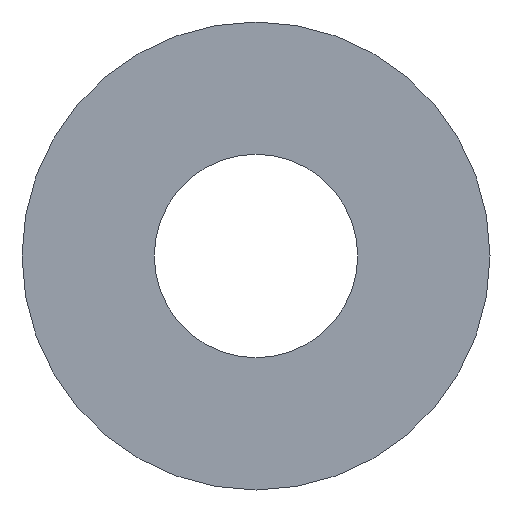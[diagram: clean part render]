
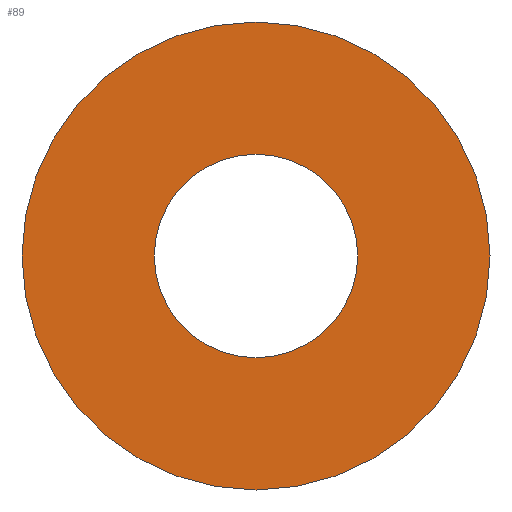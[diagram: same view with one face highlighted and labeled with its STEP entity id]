
A CAD part, front view. The second image highlights one B-rep face of the part: STEP entity #89.
In plain terms, the highlighted planar face has unit normal (0, -1, 0).
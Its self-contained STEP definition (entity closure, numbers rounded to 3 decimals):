
#4 = CIRCLE ( 'NONE', #183, 38.5 ) ;
#5 = ORIENTED_EDGE ( 'NONE', *, *, #76, .F. ) ;
#7 = DIRECTION ( 'NONE',  ( 0., 1., 0. ) ) ;
#23 = AXIS2_PLACEMENT_3D ( 'NONE', #156, #7, #121 ) ;
#24 = FACE_OUTER_BOUND ( 'NONE', #92, .T. ) ;
#25 = DIRECTION ( 'NONE',  ( 0., 1., 0. ) ) ;
#27 = EDGE_LOOP ( 'NONE', ( #99, #154 ) ) ;
#44 = ORIENTED_EDGE ( 'NONE', *, *, #240, .F. ) ;
#46 = CARTESIAN_POINT ( 'NONE',  ( 0., 0., 0. ) ) ;
#50 = DIRECTION ( 'NONE',  ( 0., 0., 1. ) ) ;
#52 = CARTESIAN_POINT ( 'NONE',  ( 0., 0., -38.5 ) ) ;
#59 = CARTESIAN_POINT ( 'NONE',  ( 0., 0., 0. ) ) ;
#66 = DIRECTION ( 'NONE',  ( 0., 0., 1. ) ) ;
#70 = DIRECTION ( 'NONE',  ( 0., 1., 0. ) ) ;
#76 = EDGE_CURVE ( 'NONE', #197, #236, #101, .T. ) ;
#89 = ADVANCED_FACE ( 'NONE', ( #24, #172 ), #120, .F. ) ;
#91 = CIRCLE ( 'NONE', #196, 88.5 ) ;
#92 = EDGE_LOOP ( 'NONE', ( #44, #5 ) ) ;
#99 = ORIENTED_EDGE ( 'NONE', *, *, #224, .T. ) ;
#100 = DIRECTION ( 'NONE',  ( 0., 0., 1. ) ) ;
#101 = CIRCLE ( 'NONE', #23, 88.5 ) ;
#112 = EDGE_CURVE ( 'NONE', #158, #175, #191, .T. ) ;
#120 = PLANE ( 'NONE',  #155 ) ;
#121 = DIRECTION ( 'NONE',  ( 0., 0., 1. ) ) ;
#154 = ORIENTED_EDGE ( 'NONE', *, *, #112, .T. ) ;
#155 = AXIS2_PLACEMENT_3D ( 'NONE', #59, #25, #100 ) ;
#156 = CARTESIAN_POINT ( 'NONE',  ( 0., 0., 0. ) ) ;
#158 = VERTEX_POINT ( 'NONE', #241 ) ;
#161 = CARTESIAN_POINT ( 'NONE',  ( 0., 0., -88.5 ) ) ;
#163 = CARTESIAN_POINT ( 'NONE',  ( 0., 0., 0. ) ) ;
#164 = CARTESIAN_POINT ( 'NONE',  ( 0., 0., 88.5 ) ) ;
#165 = DIRECTION ( 'NONE',  ( 0., 0., 1. ) ) ;
#172 = FACE_BOUND ( 'NONE', #27, .T. ) ;
#175 = VERTEX_POINT ( 'NONE', #52 ) ;
#179 = DIRECTION ( 'NONE',  ( 0., 1., 0. ) ) ;
#183 = AXIS2_PLACEMENT_3D ( 'NONE', #163, #179, #66 ) ;
#191 = CIRCLE ( 'NONE', #204, 38.5 ) ;
#195 = DIRECTION ( 'NONE',  ( 0., 1., 0. ) ) ;
#196 = AXIS2_PLACEMENT_3D ( 'NONE', #201, #70, #50 ) ;
#197 = VERTEX_POINT ( 'NONE', #164 ) ;
#201 = CARTESIAN_POINT ( 'NONE',  ( 0., 0., 0. ) ) ;
#204 = AXIS2_PLACEMENT_3D ( 'NONE', #46, #195, #165 ) ;
#224 = EDGE_CURVE ( 'NONE', #175, #158, #4, .T. ) ;
#236 = VERTEX_POINT ( 'NONE', #161 ) ;
#240 = EDGE_CURVE ( 'NONE', #236, #197, #91, .T. ) ;
#241 = CARTESIAN_POINT ( 'NONE',  ( 0., 0., 38.5 ) ) ;
